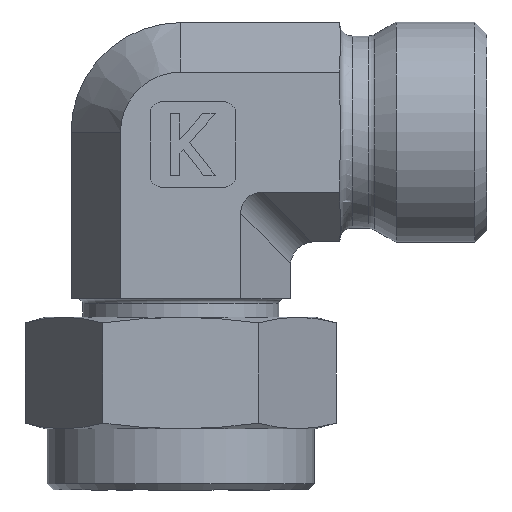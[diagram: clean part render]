
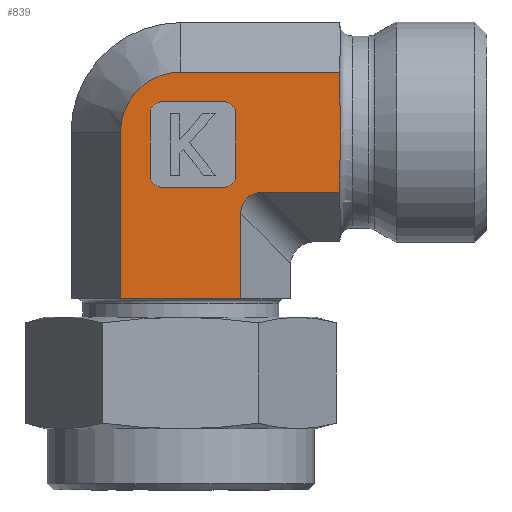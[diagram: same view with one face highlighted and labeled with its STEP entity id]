
A CAD part, left-side view. The second image highlights one B-rep face of the part: STEP entity #839.
In plain terms, the highlighted planar face has unit normal (-1, 0, 0).
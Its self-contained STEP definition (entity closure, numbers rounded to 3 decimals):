
#186=CARTESIAN_POINT('',(-27.685,4.636,1.4));
#187=VERTEX_POINT('',#186);
#194=CARTESIAN_POINT('',(-27.685,14.451,1.4));
#195=VERTEX_POINT('',#194);
#196=CARTESIAN_POINT('',(-27.685,14.451,1.4));
#197=DIRECTION('',(0.0,-1.0,0.0));
#198=VECTOR('',#197,9.815);
#199=LINE('',#196,#198);
#200=EDGE_CURVE('',#195,#187,#199,.T.);
#681=CARTESIAN_POINT('',(-27.685,4.636,0.0));
#682=DIRECTION('',(-1.0,0.0,0.0));
#683=DIRECTION('',(0.0,0.0,1.0));
#684=AXIS2_PLACEMENT_3D('',#681,#682,#683);
#685=PLANE('',#684);
#686=ORIENTED_EDGE('',*,*,#200,.T.);
#687=CARTESIAN_POINT('',(-27.685,4.636,8.36));
#688=VERTEX_POINT('',#687);
#689=CARTESIAN_POINT('',(-27.685,4.636,1.4));
#690=DIRECTION('',(0.0,0.0,1.0));
#691=VECTOR('',#690,6.96);
#692=LINE('',#689,#691);
#693=EDGE_CURVE('',#187,#688,#692,.T.);
#694=ORIENTED_EDGE('',*,*,#693,.T.);
#695=CARTESIAN_POINT('',(-27.685,2.904,10.093));
#696=VERTEX_POINT('',#695);
#697=CARTESIAN_POINT('',(-27.685,2.327,7.783));
#698=DIRECTION('',(-1.0,0.,0.));
#699=DIRECTION('',(0.,0.707,0.707));
#700=AXIS2_PLACEMENT_3D('',#697,#698,#699);
#701=ELLIPSE('',#700,2.582,2.0);
#702=EDGE_CURVE('',#696,#688,#701,.T.);
#703=ORIENTED_EDGE('',*,*,#702,.F.);
#704=CARTESIAN_POINT('',(-27.685,-3.456,10.093));
#705=VERTEX_POINT('',#704);
#706=CARTESIAN_POINT('',(-27.685,2.904,10.093));
#707=DIRECTION('',(0.0,-1.0,0.0));
#708=VECTOR('',#707,6.36);
#709=LINE('',#706,#708);
#710=EDGE_CURVE('',#696,#705,#709,.T.);
#711=ORIENTED_EDGE('',*,*,#710,.T.);
#712=CARTESIAN_POINT('',(-27.685,-3.456,12.536));
#713=VERTEX_POINT('',#712);
#714=CARTESIAN_POINT('',(-27.685,-3.456,10.093));
#715=DIRECTION('',(0.0,0.0,1.0));
#716=VECTOR('',#715,2.443);
#717=LINE('',#714,#716);
#718=EDGE_CURVE('',#705,#713,#717,.T.);
#719=ORIENTED_EDGE('',*,*,#718,.T.);
#720=CARTESIAN_POINT('',(-27.685,-3.456,17.464));
#721=VERTEX_POINT('',#720);
#722=CARTESIAN_POINT('',(-27.685,-3.456,12.536));
#723=CARTESIAN_POINT('',(-27.685,-3.456,12.769));
#724=CARTESIAN_POINT('',(-27.685,-3.464,13.048));
#725=CARTESIAN_POINT('',(-27.685,-3.491,13.818));
#726=CARTESIAN_POINT('',(-27.685,-3.519,14.462));
#727=CARTESIAN_POINT('',(-27.685,-3.519,15.));
#728=CARTESIAN_POINT('',(-27.685,-3.519,15.538));
#729=CARTESIAN_POINT('',(-27.685,-3.491,16.182));
#730=CARTESIAN_POINT('',(-27.685,-3.464,16.952));
#731=CARTESIAN_POINT('',(-27.685,-3.456,17.231));
#732=CARTESIAN_POINT('',(-27.685,-3.456,17.464));
#733=B_SPLINE_CURVE_WITH_KNOTS('',3,(#722,#723,#724,#725,#726,#727,#728,#729,#730,#731,#732),.UNSPECIFIED.,.F.,.U.,(4,2,3,2,4),(-0.231,-0.161,0.0,0.161,0.231),.UNSPECIFIED.);
#734=EDGE_CURVE('',#713,#721,#733,.T.);
#735=ORIENTED_EDGE('',*,*,#734,.T.);
#736=CARTESIAN_POINT('',(-27.685,-3.456,19.907));
#737=VERTEX_POINT('',#736);
#738=CARTESIAN_POINT('',(-27.685,-3.456,17.464));
#739=DIRECTION('',(0.0,0.0,1.0));
#740=VECTOR('',#739,2.443);
#741=LINE('',#738,#740);
#742=EDGE_CURVE('',#721,#737,#741,.T.);
#743=ORIENTED_EDGE('',*,*,#742,.T.);
#744=CARTESIAN_POINT('',(-27.685,9.544,19.907));
#745=VERTEX_POINT('',#744);
#746=CARTESIAN_POINT('',(-27.685,9.544,19.907));
#747=DIRECTION('',(0.0,-1.0,0.0));
#748=VECTOR('',#747,13.);
#749=LINE('',#746,#748);
#750=EDGE_CURVE('',#745,#737,#749,.T.);
#751=ORIENTED_EDGE('',*,*,#750,.F.);
#752=CARTESIAN_POINT('',(-27.685,14.451,15.));
#753=VERTEX_POINT('',#752);
#754=CARTESIAN_POINT('',(-27.685,9.544,15.));
#755=DIRECTION('',(-1.0,0.0,0.0));
#756=DIRECTION('',(0.0,0.0,1.0));
#757=AXIS2_PLACEMENT_3D('',#754,#755,#756);
#758=CIRCLE('',#757,4.907);
#759=EDGE_CURVE('',#745,#753,#758,.T.);
#760=ORIENTED_EDGE('',*,*,#759,.T.);
#761=CARTESIAN_POINT('',(-27.685,14.451,1.4));
#762=DIRECTION('',(0.0,0.0,1.0));
#763=VECTOR('',#762,13.6);
#764=LINE('',#761,#763);
#765=EDGE_CURVE('',#195,#753,#764,.T.);
#766=ORIENTED_EDGE('',*,*,#765,.F.);
#767=EDGE_LOOP('',(#686,#694,#703,#711,#719,#735,#743,#751,#760,#766));
#768=FACE_OUTER_BOUND('',#767,.T.);
#769=CARTESIAN_POINT('',(-27.685,6.044,10.5));
#770=VERTEX_POINT('',#769);
#771=CARTESIAN_POINT('',(-27.685,11.044,10.5));
#772=VERTEX_POINT('',#771);
#773=CARTESIAN_POINT('',(-27.685,6.044,10.5));
#774=DIRECTION('',(0.0,1.0,0.0));
#775=VECTOR('',#774,5.0);
#776=LINE('',#773,#775);
#777=EDGE_CURVE('',#770,#772,#776,.T.);
#778=ORIENTED_EDGE('',*,*,#777,.T.);
#779=CARTESIAN_POINT('',(-27.685,12.044,11.5));
#780=VERTEX_POINT('',#779);
#781=CARTESIAN_POINT('',(-27.685,11.044,11.5));
#782=DIRECTION('',(-1.0,0.0,0.0));
#783=DIRECTION('',(0.0,0.707,-0.707));
#784=AXIS2_PLACEMENT_3D('',#781,#782,#783);
#785=CIRCLE('',#784,1.0);
#786=EDGE_CURVE('',#780,#772,#785,.T.);
#787=ORIENTED_EDGE('',*,*,#786,.F.);
#788=CARTESIAN_POINT('',(-27.685,12.044,16.5));
#789=VERTEX_POINT('',#788);
#790=CARTESIAN_POINT('',(-27.685,12.044,11.5));
#791=DIRECTION('',(0.0,0.0,1.0));
#792=VECTOR('',#791,5.);
#793=LINE('',#790,#792);
#794=EDGE_CURVE('',#780,#789,#793,.T.);
#795=ORIENTED_EDGE('',*,*,#794,.T.);
#796=CARTESIAN_POINT('',(-27.685,11.044,17.5));
#797=VERTEX_POINT('',#796);
#798=CARTESIAN_POINT('',(-27.685,11.044,16.5));
#799=DIRECTION('',(-1.0,0.0,0.0));
#800=DIRECTION('',(0.0,0.707,0.707));
#801=AXIS2_PLACEMENT_3D('',#798,#799,#800);
#802=CIRCLE('',#801,1.0);
#803=EDGE_CURVE('',#797,#789,#802,.T.);
#804=ORIENTED_EDGE('',*,*,#803,.F.);
#805=CARTESIAN_POINT('',(-27.685,6.044,17.5));
#806=VERTEX_POINT('',#805);
#807=CARTESIAN_POINT('',(-27.685,11.044,17.5));
#808=DIRECTION('',(0.0,-1.0,0.0));
#809=VECTOR('',#808,5.);
#810=LINE('',#807,#809);
#811=EDGE_CURVE('',#797,#806,#810,.T.);
#812=ORIENTED_EDGE('',*,*,#811,.T.);
#813=CARTESIAN_POINT('',(-27.685,5.044,16.5));
#814=VERTEX_POINT('',#813);
#815=CARTESIAN_POINT('',(-27.685,6.044,16.5));
#816=DIRECTION('',(-1.0,0.0,0.0));
#817=DIRECTION('',(0.0,-0.707,0.707));
#818=AXIS2_PLACEMENT_3D('',#815,#816,#817);
#819=CIRCLE('',#818,1.0);
#820=EDGE_CURVE('',#814,#806,#819,.T.);
#821=ORIENTED_EDGE('',*,*,#820,.F.);
#822=CARTESIAN_POINT('',(-27.685,5.044,11.5));
#823=VERTEX_POINT('',#822);
#824=CARTESIAN_POINT('',(-27.685,5.044,16.5));
#825=DIRECTION('',(0.0,0.0,-1.0));
#826=VECTOR('',#825,5.);
#827=LINE('',#824,#826);
#828=EDGE_CURVE('',#814,#823,#827,.T.);
#829=ORIENTED_EDGE('',*,*,#828,.T.);
#830=CARTESIAN_POINT('',(-27.685,6.044,11.5));
#831=DIRECTION('',(-1.0,0.0,0.0));
#832=DIRECTION('',(0.0,-0.707,-0.707));
#833=AXIS2_PLACEMENT_3D('',#830,#831,#832);
#834=CIRCLE('',#833,1.0);
#835=EDGE_CURVE('',#770,#823,#834,.T.);
#836=ORIENTED_EDGE('',*,*,#835,.F.);
#837=EDGE_LOOP('',(#778,#787,#795,#804,#812,#821,#829,#836));
#838=FACE_BOUND('',#837,.T.);
#839=ADVANCED_FACE('',(#768,#838),#685,.T.);
